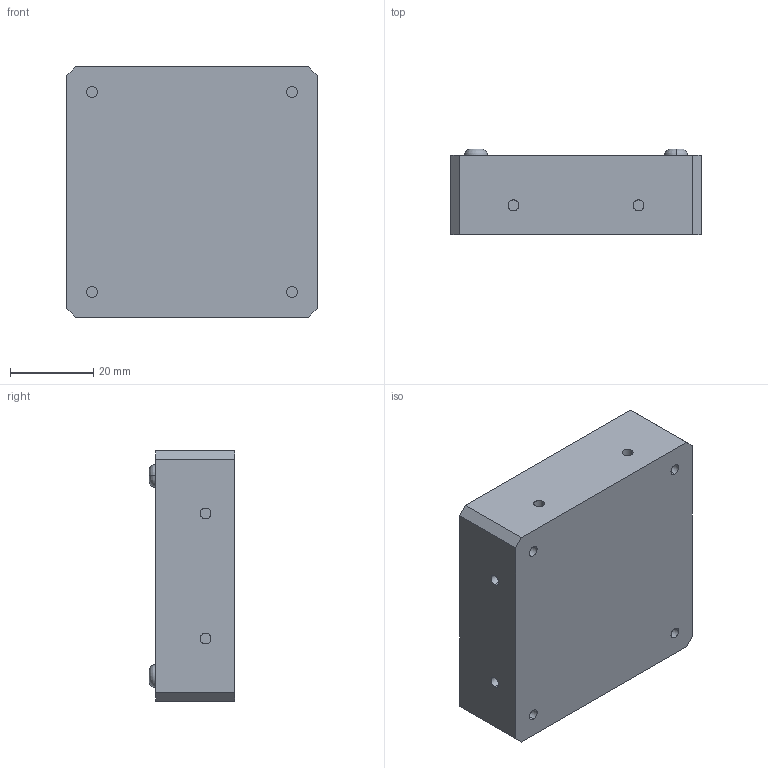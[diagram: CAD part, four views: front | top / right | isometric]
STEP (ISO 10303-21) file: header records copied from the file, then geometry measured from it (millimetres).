
FILE_DESCRIPTION (( 'STEP AP203' ), '1' );
FILE_NAME ('10W̽ͷ.STEP', '2021-07-29T08:37:11', ( '' ), ( '' ), 'SwSTEP 2.0', 'SolidWorks 2020', '' );
FILE_SCHEMA (( 'CONFIG_CONTROL_DESIGN' ));
Length unit declared in the file: millimetre
Products named in the file (1): 10W̽ͷ
Bounding box: 60 x 20.5 x 60 mm (x, y, z)
Volume: 64350.6 mm3; surface area: 13161.7 mm2
Topology: 1 solids, 1 shells, 106 faces, 208 edges, 120 vertices
Faces by surface type: plane 74, cylinder 24, bspline 8
Entity records: 2813 total; most frequent: CARTESIAN_POINT 563, DIRECTION 478, ORIENTED_EDGE 416, EDGE_CURVE 208, AXIS2_PLACEMENT_3D 179, EDGE_LOOP 122, VECTOR 120, LINE 120
